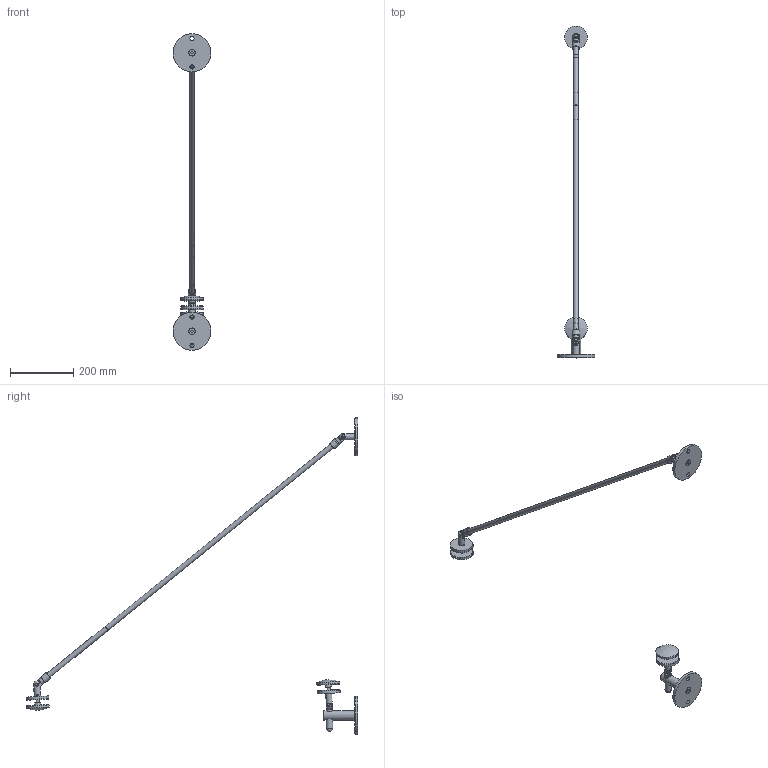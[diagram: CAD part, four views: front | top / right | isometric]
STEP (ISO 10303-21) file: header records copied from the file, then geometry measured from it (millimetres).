
FILE_DESCRIPTION(/* description */ (''),/* implementation_level */ '2;1');
FILE_NAME(/* name */ '43310.iam.step',/* time_stamp */ '2022-07-18T13:00:51+02:00',/* author */ ('Abt. Technik'),/* organization */ (''),/* preprocessor_version */ 'ST-DEVELOPER v18.1',/* originating_system */ 'Autodesk Inventor 2022',/* authorisation */ '');
FILE_SCHEMA (('AUTOMOTIVE_DESIGN { 1 0 10303 214 3 1 1 }'));
Length unit declared in the file: millimetre
Products named in the file (19): 43310; 41122; 41785; DIN 7991 - M10x12; 41787; 41765; 43381; 41767; 41768; 41763; 41764; 41780; Kopf 41735; 40903; 40910 Kunststoff weiß; 41737; DIN EN ISO 4026 - M10 x 40; M8 Schraube für Gabelmuttern; 43385
Assembly tree (27 placements, depth 3):
  43310
    41122  x2
    41785
    DIN 7991 - M10x12  x2
    41787
    41764  x3
    41765  x2
    41780  x2
      Kopf 41735
      40903
      40910 Kunststoff weiß
      41737
      DIN EN ISO 4026 - M10 x 40
    43381
    41767
    41768
    41763
    M8 Schraube für Gabelmuttern  x3
    43385
Bounding box: 120 x 1048.53 x 1000 mm (x, y, z)
Volume: 766721.9 mm3; surface area: 252271.5 mm2
Topology: 31 solids, 31 shells, 311 faces, 679 edges, 457 vertices
Faces by surface type: plane 169, cylinder 96, cone 25, sphere 12, torus 9
Full cylindrical faces by diameter (mm): 3 x2, 5 x5, 8 x9, 8.5 x3, 10 x21, 10.5 x4, 12 x3, 12.5 x3, 13 x4, 14 x8, 14.2 x4, 16 x2, 18 x2, 20 x9, 20.2 x2, 21 x2, 24 x2, 30 x1, 70 x4, 72 x4, 120 x2
Entity records: 6060 total; most frequent: CARTESIAN_POINT 1289, DIRECTION 952, ORIENTED_EDGE 750, AXIS2_PLACEMENT_3D 392, EDGE_CURVE 375, VERTEX_POINT 253, EDGE_LOOP 224, FACE_OUTER_BOUND 174
